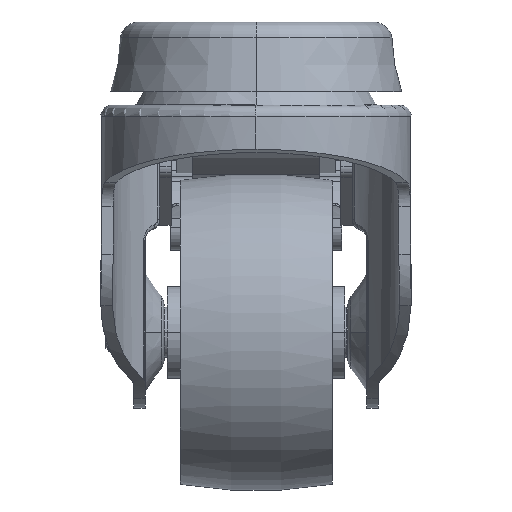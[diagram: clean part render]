
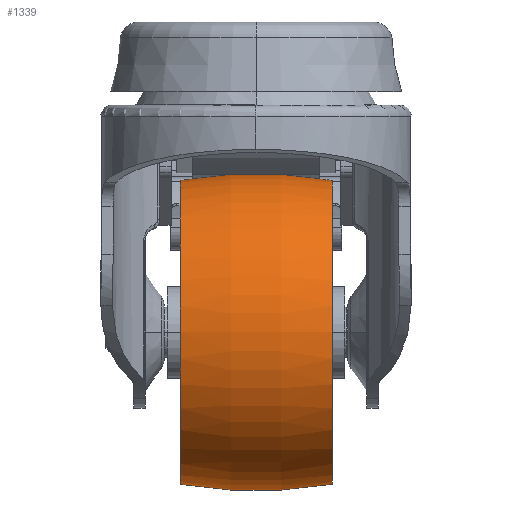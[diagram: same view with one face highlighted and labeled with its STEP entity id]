
A CAD part, left-side view. The second image highlights one B-rep face of the part: STEP entity #1339.
In plain terms, the highlighted toroidal (fillet/blend) face has major radius 47.5 mm and minor radius 72.5 mm.
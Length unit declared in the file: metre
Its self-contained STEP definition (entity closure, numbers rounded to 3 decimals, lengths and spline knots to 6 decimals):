
#1339=ADVANCED_FACE('',(#2358),#2359,.T.);
#2358=FACE_OUTER_BOUND('',#6909,.T.);
#2359=TOROIDAL_SURFACE('',#6910,-0.0475,0.0725);
#6909=EDGE_LOOP('',(#17512,#17513,#17514,#17515,#17516,#17517));
#6910=AXIS2_PLACEMENT_3D('',#17518,#17519,#17520);
#17512=ORIENTED_EDGE('',*,*,#20181,.F.);
#17513=ORIENTED_EDGE('',*,*,#20182,.T.);
#17514=ORIENTED_EDGE('',*,*,#20183,.T.);
#17515=ORIENTED_EDGE('',*,*,#20184,.F.);
#17516=ORIENTED_EDGE('',*,*,#20185,.F.);
#17517=ORIENTED_EDGE('',*,*,#20186,.F.);
#17518=CARTESIAN_POINT('',(0.,0.,0.0));
#17519=DIRECTION('',(0.,1.0,0.0));
#17520=DIRECTION('',(0.0,0.0,-1.0));
#20181=EDGE_CURVE('',#22275,#22276,#22277,.T.);
#20182=EDGE_CURVE('',#22275,#22278,#22279,.T.);
#20183=EDGE_CURVE('',#22278,#22280,#22281,.T.);
#20184=EDGE_CURVE('',#22282,#22280,#22283,.T.);
#20185=EDGE_CURVE('',#22284,#22282,#22285,.T.);
#20186=EDGE_CURVE('',#22276,#22284,#22286,.T.);
#22275=VERTEX_POINT('',#26269);
#22276=VERTEX_POINT('',#26270);
#22277=CIRCLE('',#26271,0.0725);
#22278=VERTEX_POINT('',#26272);
#22279=CIRCLE('',#26273,0.024);
#22280=VERTEX_POINT('',#26274);
#22281=CIRCLE('',#26275,0.024);
#22282=VERTEX_POINT('',#26276);
#22283=CIRCLE('',#26277,0.0725);
#22284=VERTEX_POINT('',#26278);
#22285=CIRCLE('',#26279,0.024);
#22286=CIRCLE('',#26280,0.024);
#26269=CARTESIAN_POINT('',(0.,-0.012,-0.024));
#26270=CARTESIAN_POINT('',(0.,0.012,-0.024));
#26271=AXIS2_PLACEMENT_3D('',#38092,#38093,#38094);
#26272=CARTESIAN_POINT('',(-0.024,-0.012,0.0));
#26273=AXIS2_PLACEMENT_3D('',#38095,#38096,#38097);
#26274=CARTESIAN_POINT('',(0.,-0.012,0.024));
#26275=AXIS2_PLACEMENT_3D('',#38098,#38099,#38100);
#26276=CARTESIAN_POINT('',(0.,0.012,0.024));
#26277=AXIS2_PLACEMENT_3D('',#38101,#38102,#38103);
#26278=CARTESIAN_POINT('',(-0.024,0.012,0.0));
#26279=AXIS2_PLACEMENT_3D('',#38104,#38105,#38106);
#26280=AXIS2_PLACEMENT_3D('',#38107,#38108,#38109);
#38092=CARTESIAN_POINT('',(0.,0.,0.0475));
#38093=DIRECTION('',(1.0,0.,0.));
#38094=DIRECTION('',(0.,0.,-1.0));
#38095=CARTESIAN_POINT('',(0.,-0.012,0.0));
#38096=DIRECTION('',(0.,1.0,0.0));
#38097=DIRECTION('',(-1.0,0.,0.0));
#38098=CARTESIAN_POINT('',(0.,-0.012,0.0));
#38099=DIRECTION('',(0.,1.0,0.0));
#38100=DIRECTION('',(-1.0,0.,0.0));
#38101=CARTESIAN_POINT('',(0.,0.,-0.0475));
#38102=DIRECTION('',(1.0,0.,0.));
#38103=DIRECTION('',(0.,0.,1.0));
#38104=CARTESIAN_POINT('',(0.,0.012,0.0));
#38105=DIRECTION('',(0.,1.0,0.0));
#38106=DIRECTION('',(-1.0,0.,0.0));
#38107=CARTESIAN_POINT('',(0.,0.012,0.0));
#38108=DIRECTION('',(0.,1.0,0.0));
#38109=DIRECTION('',(-1.0,0.,0.0));
